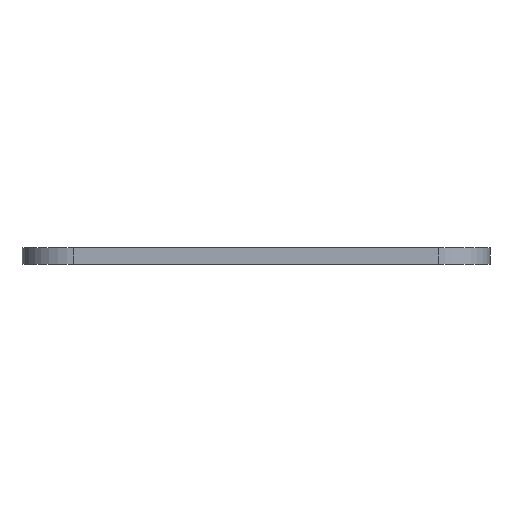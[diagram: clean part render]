
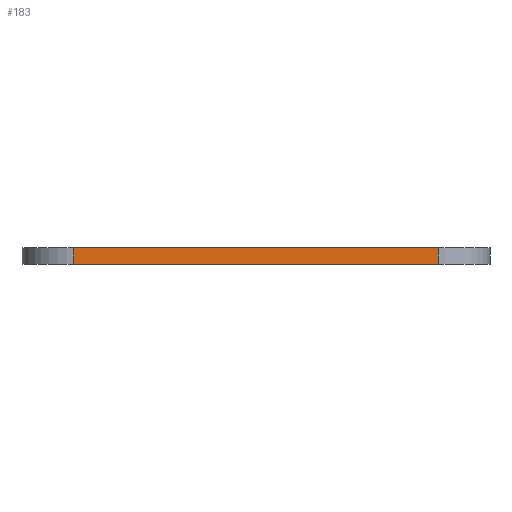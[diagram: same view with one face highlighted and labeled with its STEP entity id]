
A CAD part, front view. The second image highlights one B-rep face of the part: STEP entity #183.
In plain terms, the highlighted planar face has unit normal (0, -1, 0).
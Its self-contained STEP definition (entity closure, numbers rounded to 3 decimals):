
#52 = VECTOR ( 'NONE', #499, 1000. ) ;
#95 = ORIENTED_EDGE ( 'NONE', *, *, #221, .F. ) ;
#179 = AXIS2_PLACEMENT_3D ( 'NONE', #738, #498, #683 ) ;
#183 = ADVANCED_FACE ( 'NONE', ( #284 ), #297, .F. ) ;
#199 = ORIENTED_EDGE ( 'NONE', *, *, #723, .T. ) ;
#207 = CARTESIAN_POINT ( 'NONE',  ( -33.5, 0., 3. ) ) ;
#221 = EDGE_CURVE ( 'NONE', #572, #502, #415, .T. ) ;
#260 = DIRECTION ( 'NONE',  ( 0., 0., -1. ) ) ;
#284 = FACE_OUTER_BOUND ( 'NONE', #475, .T. ) ;
#297 = PLANE ( 'NONE',  #179 ) ;
#332 = VERTEX_POINT ( 'NONE', #741 ) ;
#386 = CARTESIAN_POINT ( 'NONE',  ( -33.5, 0., 3. ) ) ;
#396 = VECTOR ( 'NONE', #260, 1000. ) ;
#407 = VECTOR ( 'NONE', #452, 1000. ) ;
#415 = LINE ( 'NONE', #425, #510 ) ;
#425 = CARTESIAN_POINT ( 'NONE',  ( -33.5, 0., 3. ) ) ;
#441 = CARTESIAN_POINT ( 'NONE',  ( -33.5, 0., 0. ) ) ;
#452 = DIRECTION ( 'NONE',  ( 0., 0., -1. ) ) ;
#455 = ORIENTED_EDGE ( 'NONE', *, *, #574, .F. ) ;
#474 = EDGE_CURVE ( 'NONE', #572, #332, #727, .T. ) ;
#475 = EDGE_LOOP ( 'NONE', ( #199, #455, #95, #629 ) ) ;
#498 = DIRECTION ( 'NONE',  ( 0., 1., 0. ) ) ;
#499 = DIRECTION ( 'NONE',  ( 1., 0., 0. ) ) ;
#502 = VERTEX_POINT ( 'NONE', #589 ) ;
#510 = VECTOR ( 'NONE', #557, 1000. ) ;
#557 = DIRECTION ( 'NONE',  ( 1., 0., 0. ) ) ;
#572 = VERTEX_POINT ( 'NONE', #207 ) ;
#574 = EDGE_CURVE ( 'NONE', #502, #611, #813, .T. ) ;
#585 = CARTESIAN_POINT ( 'NONE',  ( 33.5, 0., 0. ) ) ;
#589 = CARTESIAN_POINT ( 'NONE',  ( 33.5, 0., 3. ) ) ;
#611 = VERTEX_POINT ( 'NONE', #585 ) ;
#629 = ORIENTED_EDGE ( 'NONE', *, *, #474, .T. ) ;
#633 = LINE ( 'NONE', #441, #52 ) ;
#638 = CARTESIAN_POINT ( 'NONE',  ( 33.5, 0., 3. ) ) ;
#683 = DIRECTION ( 'NONE',  ( -1., 0., 0. ) ) ;
#723 = EDGE_CURVE ( 'NONE', #332, #611, #633, .T. ) ;
#727 = LINE ( 'NONE', #386, #407 ) ;
#738 = CARTESIAN_POINT ( 'NONE',  ( -33.5, 0., 3. ) ) ;
#741 = CARTESIAN_POINT ( 'NONE',  ( -33.5, 0., 0. ) ) ;
#813 = LINE ( 'NONE', #638, #396 ) ;
